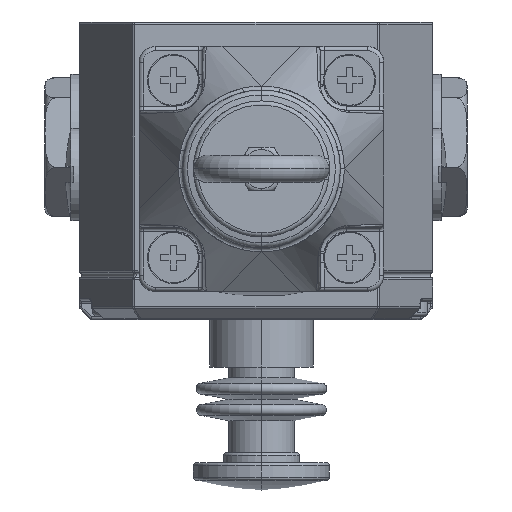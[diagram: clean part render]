
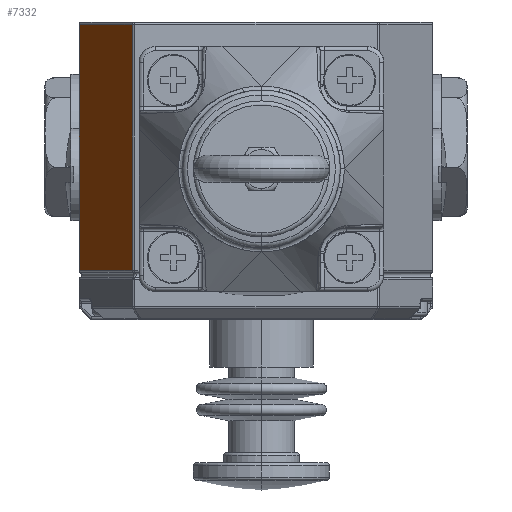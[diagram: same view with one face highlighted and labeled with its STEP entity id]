
A CAD part, front view. The second image highlights one B-rep face of the part: STEP entity #7332.
In plain terms, the highlighted planar face has unit normal (-0.913, -0.409, 0).
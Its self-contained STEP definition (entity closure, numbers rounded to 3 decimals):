
#52 = EDGE_CURVE ( 'NONE', #19737, #23369, #20931, .T. ) ;
#2221 = VERTEX_POINT ( 'NONE', #6500 ) ;
#2860 = FACE_OUTER_BOUND ( 'NONE', #7225, .T. ) ;
#3660 = VECTOR ( 'NONE', #12752, 1000. ) ;
#4553 = CARTESIAN_POINT ( 'NONE',  ( -23.767, 0.296, -18.634 ) ) ;
#6500 = CARTESIAN_POINT ( 'NONE',  ( -33.456, 21.932, -18.634 ) ) ;
#7225 = EDGE_LOOP ( 'NONE', ( #12608, #16835, #13420, #12417 ) ) ;
#7332 = ADVANCED_FACE ( 'NONE', ( #2860 ), #8513, .F. ) ;
#8166 = LINE ( 'NONE', #10815, #19703 ) ;
#8252 = VERTEX_POINT ( 'NONE', #4553 ) ;
#8513 = PLANE ( 'NONE',  #19967 ) ;
#8606 = CARTESIAN_POINT ( 'NONE',  ( -33.5, 22.03, 82.79 ) ) ;
#8708 = EDGE_CURVE ( 'NONE', #2221, #8252, #8166, .T. ) ;
#10404 = CARTESIAN_POINT ( 'NONE',  ( -33.456, 21.932, 82.79 ) ) ;
#10810 = DIRECTION ( 'NONE',  ( -0.409, 0.913, 0. ) ) ;
#10815 = CARTESIAN_POINT ( 'NONE',  ( -33.5, 22.03, -18.634 ) ) ;
#10881 = EDGE_CURVE ( 'NONE', #23369, #2221, #27818, .T. ) ;
#12417 = ORIENTED_EDGE ( 'NONE', *, *, #8708, .T. ) ;
#12608 = ORIENTED_EDGE ( 'NONE', *, *, #27038, .T. ) ;
#12752 = DIRECTION ( 'NONE',  ( -0.409, 0.913, 0. ) ) ;
#13420 = ORIENTED_EDGE ( 'NONE', *, *, #10881, .T. ) ;
#14563 = VECTOR ( 'NONE', #15337, 1000. ) ;
#14716 = CARTESIAN_POINT ( 'NONE',  ( -23.767, 0.296, 26.5 ) ) ;
#15145 = DIRECTION ( 'NONE',  ( 0.409, -0.913, 0. ) ) ;
#15337 = DIRECTION ( 'NONE',  ( 0., 0., 1. ) ) ;
#16835 = ORIENTED_EDGE ( 'NONE', *, *, #52, .T. ) ;
#17668 = CARTESIAN_POINT ( 'NONE',  ( -33.456, 21.932, 26.5 ) ) ;
#19703 = VECTOR ( 'NONE', #15145, 1000. ) ;
#19737 = VERTEX_POINT ( 'NONE', #14716 ) ;
#19967 = AXIS2_PLACEMENT_3D ( 'NONE', #8606, #23805, #10810 ) ;
#20343 = LINE ( 'NONE', #24026, #14563 ) ;
#20931 = LINE ( 'NONE', #21366, #3660 ) ;
#21366 = CARTESIAN_POINT ( 'NONE',  ( -33.5, 22.03, 26.5 ) ) ;
#22055 = VECTOR ( 'NONE', #25590, 1000. ) ;
#23369 = VERTEX_POINT ( 'NONE', #17668 ) ;
#23805 = DIRECTION ( 'NONE',  ( 0.913, 0.409, 0. ) ) ;
#24026 = CARTESIAN_POINT ( 'NONE',  ( -23.767, 0.296, 27. ) ) ;
#25590 = DIRECTION ( 'NONE',  ( 0., 0., -1. ) ) ;
#27038 = EDGE_CURVE ( 'NONE', #8252, #19737, #20343, .T. ) ;
#27818 = LINE ( 'NONE', #10404, #22055 ) ;
